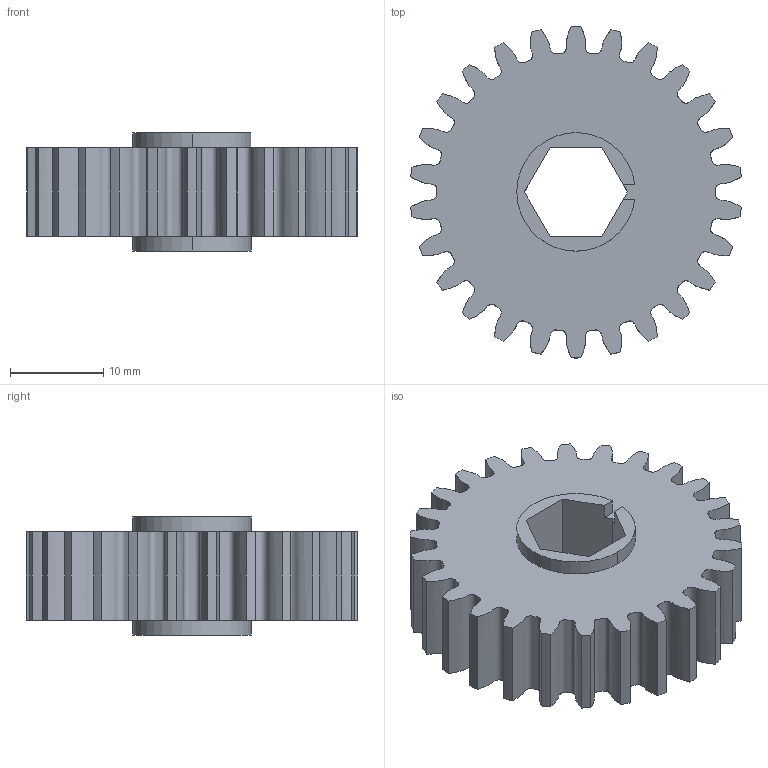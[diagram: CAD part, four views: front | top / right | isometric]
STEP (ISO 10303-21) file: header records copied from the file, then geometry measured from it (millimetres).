
FILE_DESCRIPTION (( 'STEP AP214' ), '1' );
FILE_NAME ('WCP-0686 Rev1.step', '2022-11-24T01:46:44', ( '' ), ( '' ), 'SwSTEP 2.0', 'SolidWorks 2020', '' );
FILE_SCHEMA (( 'AUTOMOTIVE_DESIGN' ));
Length unit declared in the file: inch
Products named in the file (1): WCP-0686 Rev1
Bounding box: 35.41 x 35.56 x 12.65 mm (x, y, z)
Volume: 7689.6 mm3; surface area: 4071.2 mm2
Topology: 1 solids, 1 shells, 69 faces, 198 edges, 132 vertices
Faces by surface type: cylinder 31, bspline 26, plane 12
Entity records: 11522 total; most frequent: CARTESIAN_POINT 9786, ORIENTED_EDGE 396, DIRECTION 296, EDGE_CURVE 198, VERTEX_POINT 132, AXIS2_PLACEMENT_3D 106, LINE 84, VECTOR 84
